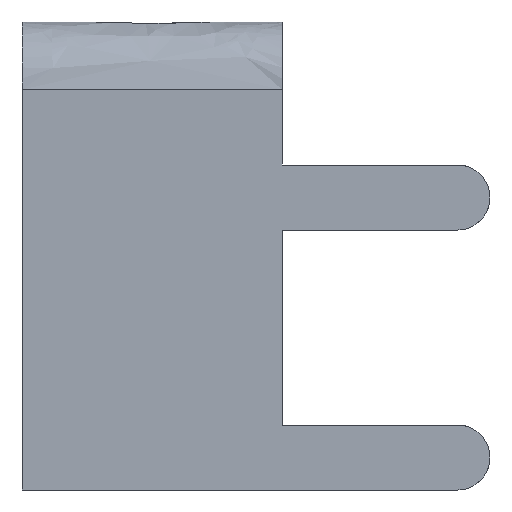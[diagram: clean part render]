
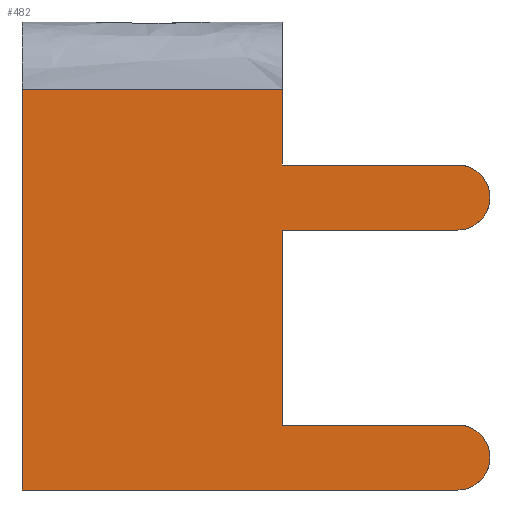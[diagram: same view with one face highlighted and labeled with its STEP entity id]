
A CAD part, left-side view. The second image highlights one B-rep face of the part: STEP entity #482.
In plain terms, the highlighted free-form (B-spline) face has degree [1, 1] with [2, 2] control points.
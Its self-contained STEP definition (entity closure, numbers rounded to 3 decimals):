
#359 = VERTEX_POINT('',#360);
#360 = CARTESIAN_POINT('',(0.,11.231,
    -0.624));
#366 = EDGE_CURVE('',#367,#359,#369,.T.);
#367 = VERTEX_POINT('',#368);
#368 = CARTESIAN_POINT('',(0.,4.992,
    -0.624));
#369 = B_SPLINE_CURVE_WITH_KNOTS('',1,(#370,#371),.UNSPECIFIED.,.F.,.F.,
  (2,2),(-0.5,4.5),.PIECEWISE_BEZIER_KNOTS.);
#370 = CARTESIAN_POINT('',(0.,4.992,
    -0.624));
#371 = CARTESIAN_POINT('',(0.,11.231,
    -0.624));
#482 = ADVANCED_FACE('',(#483),#553,.T.);
#483 = FACE_BOUND('',#484,.T.);
#484 = EDGE_LOOP('',(#485,#497,#504,#511,#518,#528,#535,#540,#541,#548)
  );
#485 = ORIENTED_EDGE('',*,*,#486,.F.);
#486 = EDGE_CURVE('',#487,#489,#491,.T.);
#487 = VERTEX_POINT('',#488);
#488 = CARTESIAN_POINT('',(0.,0.78,
    -8.673));
#489 = VERTEX_POINT('',#490);
#490 = CARTESIAN_POINT('',(0.,0.78,
    -10.233));
#491 = ( BOUNDED_CURVE() B_SPLINE_CURVE(2,(#492,#493,#494,#495,#496),
.UNSPECIFIED.,.F.,.F.) B_SPLINE_CURVE_WITH_KNOTS((3,2,3),(3.927
,5.498,7.069),.PIECEWISE_BEZIER_KNOTS.) CURVE() 
GEOMETRIC_REPRESENTATION_ITEM() RATIONAL_B_SPLINE_CURVE((1.,
0.707,1.,0.707,1.)) REPRESENTATION_ITEM('') );
#492 = CARTESIAN_POINT('',(0.,0.78,
    -8.673));
#493 = CARTESIAN_POINT('',(0.,0.,
    -8.673));
#494 = CARTESIAN_POINT('',(0.,0.,
    -9.453));
#495 = CARTESIAN_POINT('',(0.,0.,
    -10.233));
#496 = CARTESIAN_POINT('',(0.,0.78,
    -10.233));
#497 = ORIENTED_EDGE('',*,*,#498,.T.);
#498 = EDGE_CURVE('',#487,#499,#501,.T.);
#499 = VERTEX_POINT('',#500);
#500 = CARTESIAN_POINT('',(0.,4.992,
    -8.673));
#501 = B_SPLINE_CURVE_WITH_KNOTS('',1,(#502,#503),.UNSPECIFIED.,.F.,.F.,
  (2,2),(-1.625,1.75),.PIECEWISE_BEZIER_KNOTS.);
#502 = CARTESIAN_POINT('',(0.,0.78,
    -8.673));
#503 = CARTESIAN_POINT('',(0.,4.992,
    -8.673));
#504 = ORIENTED_EDGE('',*,*,#505,.T.);
#505 = EDGE_CURVE('',#499,#506,#508,.T.);
#506 = VERTEX_POINT('',#507);
#507 = CARTESIAN_POINT('',(0.,4.992,
    -3.993));
#508 = B_SPLINE_CURVE_WITH_KNOTS('',1,(#509,#510),.UNSPECIFIED.,.F.,.F.,
  (2,2),(-1.635,2.115),.PIECEWISE_BEZIER_KNOTS.);
#509 = CARTESIAN_POINT('',(0.,4.992,
    -8.673));
#510 = CARTESIAN_POINT('',(0.,4.992,
    -3.993));
#511 = ORIENTED_EDGE('',*,*,#512,.T.);
#512 = EDGE_CURVE('',#506,#513,#515,.T.);
#513 = VERTEX_POINT('',#514);
#514 = CARTESIAN_POINT('',(0.,0.78,
    -3.993));
#515 = B_SPLINE_CURVE_WITH_KNOTS('',1,(#516,#517),.UNSPECIFIED.,.F.,.F.,
  (2,2),(0.25,3.625),.PIECEWISE_BEZIER_KNOTS.);
#516 = CARTESIAN_POINT('',(0.,4.992,
    -3.993));
#517 = CARTESIAN_POINT('',(0.,0.78,
    -3.993));
#518 = ORIENTED_EDGE('',*,*,#519,.F.);
#519 = EDGE_CURVE('',#520,#513,#522,.T.);
#520 = VERTEX_POINT('',#521);
#521 = CARTESIAN_POINT('',(0.,0.78,
    -2.433));
#522 = ( BOUNDED_CURVE() B_SPLINE_CURVE(2,(#523,#524,#525,#526,#527),
.UNSPECIFIED.,.F.,.F.) B_SPLINE_CURVE_WITH_KNOTS((3,2,3),(3.927
,5.498,7.069),.PIECEWISE_BEZIER_KNOTS.) CURVE() 
GEOMETRIC_REPRESENTATION_ITEM() RATIONAL_B_SPLINE_CURVE((1.,
0.707,1.,0.707,1.)) REPRESENTATION_ITEM('') );
#523 = CARTESIAN_POINT('',(0.,0.78,
    -2.433));
#524 = CARTESIAN_POINT('',(0.,0.,
    -2.433));
#525 = CARTESIAN_POINT('',(0.,0.,
    -3.213));
#526 = CARTESIAN_POINT('',(0.,0.,
    -3.993));
#527 = CARTESIAN_POINT('',(0.,0.78,
    -3.993));
#528 = ORIENTED_EDGE('',*,*,#529,.T.);
#529 = EDGE_CURVE('',#520,#530,#532,.T.);
#530 = VERTEX_POINT('',#531);
#531 = CARTESIAN_POINT('',(0.,4.992,
    -2.433));
#532 = B_SPLINE_CURVE_WITH_KNOTS('',1,(#533,#534),.UNSPECIFIED.,.F.,.F.,
  (2,2),(-1.625,1.75),.PIECEWISE_BEZIER_KNOTS.);
#533 = CARTESIAN_POINT('',(0.,0.78,
    -2.433));
#534 = CARTESIAN_POINT('',(0.,4.992,
    -2.433));
#535 = ORIENTED_EDGE('',*,*,#536,.T.);
#536 = EDGE_CURVE('',#530,#367,#537,.T.);
#537 = B_SPLINE_CURVE_WITH_KNOTS('',1,(#538,#539),.UNSPECIFIED.,.F.,.F.,
  (2,2),(0.865,2.315),.PIECEWISE_BEZIER_KNOTS.);
#538 = CARTESIAN_POINT('',(0.,4.992,
    -2.433));
#539 = CARTESIAN_POINT('',(0.,4.992,
    -0.624));
#540 = ORIENTED_EDGE('',*,*,#366,.T.);
#541 = ORIENTED_EDGE('',*,*,#542,.F.);
#542 = EDGE_CURVE('',#543,#359,#545,.T.);
#543 = VERTEX_POINT('',#544);
#544 = CARTESIAN_POINT('',(0.,11.231,
    -10.233));
#545 = B_SPLINE_CURVE_WITH_KNOTS('',1,(#546,#547),.UNSPECIFIED.,.F.,.F.,
  (2,2),(-10.377,-2.677),.PIECEWISE_BEZIER_KNOTS.);
#546 = CARTESIAN_POINT('',(0.,11.231,
    -10.233));
#547 = CARTESIAN_POINT('',(0.,11.231,
    -0.624));
#548 = ORIENTED_EDGE('',*,*,#549,.F.);
#549 = EDGE_CURVE('',#489,#543,#550,.T.);
#550 = B_SPLINE_CURVE_WITH_KNOTS('',1,(#551,#552),.UNSPECIFIED.,.F.,.F.,
  (2,2),(0.625,9.),.PIECEWISE_BEZIER_KNOTS.);
#551 = CARTESIAN_POINT('',(0.,0.78,
    -10.233));
#552 = CARTESIAN_POINT('',(0.,11.231,
    -10.233));
#553 = B_SPLINE_SURFACE_WITH_KNOTS('',1,1,(
    (#554,#555)
    ,(#556,#557
    )),.UNSPECIFIED.,.F.,.F.,.F.,(2,2),(2,2),(-4.519,
    3.181),(-4.5,4.5),.PIECEWISE_BEZIER_KNOTS.);
#554 = CARTESIAN_POINT('',(0.,0.,
    -10.233));
#555 = CARTESIAN_POINT('',(0.,11.231,
    -10.233));
#556 = CARTESIAN_POINT('',(0.,0.,-0.624));
#557 = CARTESIAN_POINT('',(0.,11.231,
    -0.624));
